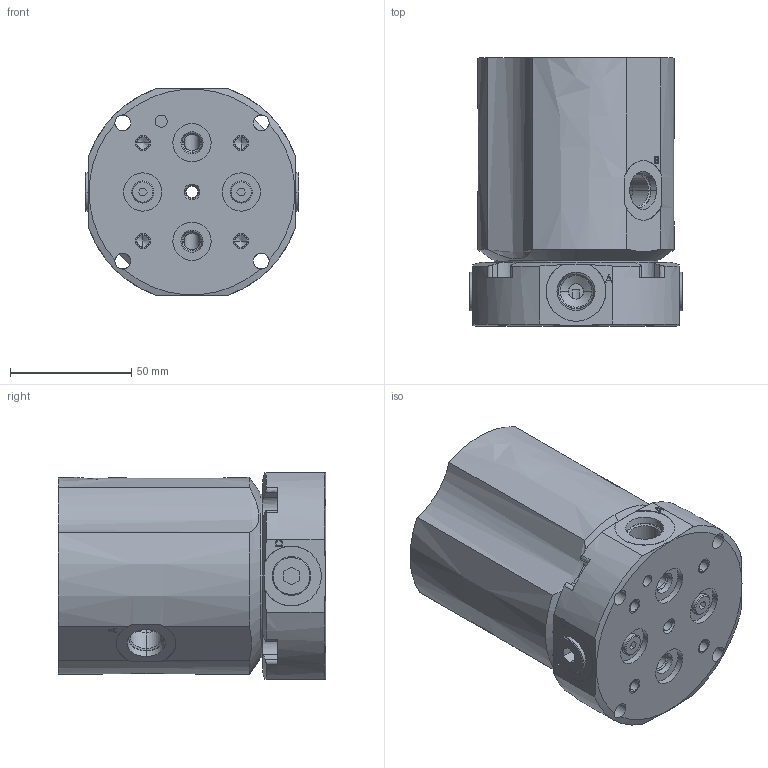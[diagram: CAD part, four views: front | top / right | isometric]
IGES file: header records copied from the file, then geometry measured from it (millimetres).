
Start section:  PTC IGES file: ilc32226204.igs
Global section: file name: ilc32226204.igs; native system: Creo Parametric by PTC Inc.; preprocessor: 2021164; author: npeters; organization: Unknown; date: 20240423.140611; units: inch
Bounding box: 88.14 x 110.49 x 85.09 mm (x, y, z)
Surface area: 60782.7 mm2 (no closed solid volume)
Topology: 0 solids, 0 shells, 526 faces, 2646 edges, 2620 vertices
Faces by surface type: bspline 278, revolution 248
